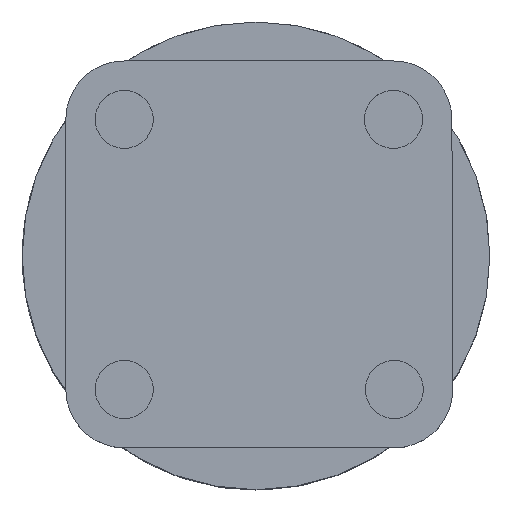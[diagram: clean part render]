
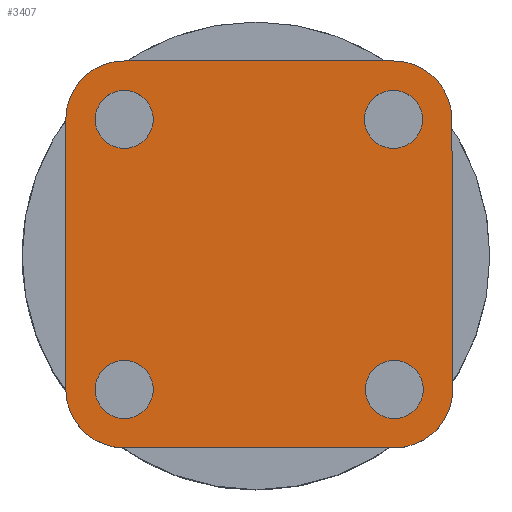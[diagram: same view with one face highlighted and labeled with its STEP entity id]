
A CAD part, top view. The second image highlights one B-rep face of the part: STEP entity #3407.
In plain terms, the highlighted face is planar.
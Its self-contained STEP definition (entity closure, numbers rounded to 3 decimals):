
#213=PLANE('',#3699);
#328=FACE_BOUND('',#774,.T.);
#329=FACE_BOUND('',#775,.T.);
#330=FACE_BOUND('',#776,.T.);
#331=FACE_BOUND('',#777,.T.);
#535=FACE_OUTER_BOUND('',#773,.T.);
#773=EDGE_LOOP('',(#3185,#3186,#3187,#3188,#3189,#3190,#3191,#3192));
#774=EDGE_LOOP('',(#3193));
#775=EDGE_LOOP('',(#3194));
#776=EDGE_LOOP('',(#3195));
#777=EDGE_LOOP('',(#3196));
#1108=LINE('',#9171,#1299);
#1113=LINE('',#9185,#1304);
#1117=LINE('',#9197,#1308);
#1121=LINE('',#9209,#1312);
#1299=VECTOR('',#4330,10.);
#1304=VECTOR('',#4343,10.);
#1308=VECTOR('',#4355,10.);
#1312=VECTOR('',#4367,10.);
#1412=CIRCLE('',#3672,1.725);
#1414=CIRCLE('',#3675,1.725);
#1416=CIRCLE('',#3678,1.725);
#1418=CIRCLE('',#3681,1.725);
#1419=CIRCLE('',#3684,3.475);
#1421=CIRCLE('',#3688,3.475);
#1423=CIRCLE('',#3692,3.475);
#1425=CIRCLE('',#3696,3.475);
#1710=VERTEX_POINT('',#9147);
#1712=VERTEX_POINT('',#9153);
#1714=VERTEX_POINT('',#9159);
#1716=VERTEX_POINT('',#9165);
#1717=VERTEX_POINT('',#9169);
#1718=VERTEX_POINT('',#9170);
#1721=VERTEX_POINT('',#9178);
#1723=VERTEX_POINT('',#9184);
#1725=VERTEX_POINT('',#9190);
#1727=VERTEX_POINT('',#9196);
#1729=VERTEX_POINT('',#9202);
#1731=VERTEX_POINT('',#9208);
#2187=EDGE_CURVE('',#1710,#1710,#1412,.T.);
#2190=EDGE_CURVE('',#1712,#1712,#1414,.T.);
#2193=EDGE_CURVE('',#1714,#1714,#1416,.T.);
#2196=EDGE_CURVE('',#1716,#1716,#1418,.T.);
#2197=EDGE_CURVE('',#1717,#1718,#1108,.T.);
#2201=EDGE_CURVE('',#1721,#1718,#1419,.T.);
#2204=EDGE_CURVE('',#1721,#1723,#1113,.T.);
#2207=EDGE_CURVE('',#1725,#1723,#1421,.T.);
#2210=EDGE_CURVE('',#1725,#1727,#1117,.T.);
#2213=EDGE_CURVE('',#1729,#1727,#1423,.T.);
#2216=EDGE_CURVE('',#1729,#1731,#1121,.T.);
#2219=EDGE_CURVE('',#1717,#1731,#1425,.T.);
#3185=ORIENTED_EDGE('',*,*,#2219,.F.);
#3186=ORIENTED_EDGE('',*,*,#2197,.T.);
#3187=ORIENTED_EDGE('',*,*,#2201,.F.);
#3188=ORIENTED_EDGE('',*,*,#2204,.T.);
#3189=ORIENTED_EDGE('',*,*,#2207,.F.);
#3190=ORIENTED_EDGE('',*,*,#2210,.T.);
#3191=ORIENTED_EDGE('',*,*,#2213,.F.);
#3192=ORIENTED_EDGE('',*,*,#2216,.T.);
#3193=ORIENTED_EDGE('',*,*,#2196,.F.);
#3194=ORIENTED_EDGE('',*,*,#2193,.F.);
#3195=ORIENTED_EDGE('',*,*,#2190,.F.);
#3196=ORIENTED_EDGE('',*,*,#2187,.F.);
#3407=ADVANCED_FACE('',(#535,#328,#329,#330,#331),#213,.F.);
#3672=AXIS2_PLACEMENT_3D('',#9149,#4305,#4306);
#3675=AXIS2_PLACEMENT_3D('',#9155,#4312,#4313);
#3678=AXIS2_PLACEMENT_3D('',#9161,#4319,#4320);
#3681=AXIS2_PLACEMENT_3D('',#9167,#4326,#4327);
#3684=AXIS2_PLACEMENT_3D('',#9179,#4336,#4337);
#3688=AXIS2_PLACEMENT_3D('',#9191,#4348,#4349);
#3692=AXIS2_PLACEMENT_3D('',#9203,#4360,#4361);
#3696=AXIS2_PLACEMENT_3D('',#9214,#4372,#4373);
#3699=AXIS2_PLACEMENT_3D('',#9217,#4378,#4379);
#4305=DIRECTION('center_axis',(0.,0.,-1.));
#4306=DIRECTION('ref_axis',(1.,0.,0.));
#4312=DIRECTION('center_axis',(0.,0.,-1.));
#4313=DIRECTION('ref_axis',(1.,0.,0.));
#4319=DIRECTION('center_axis',(0.,0.,-1.));
#4320=DIRECTION('ref_axis',(1.,0.,0.));
#4326=DIRECTION('center_axis',(0.,0.,-1.));
#4327=DIRECTION('ref_axis',(1.,0.,0.));
#4330=DIRECTION('',(-1.,0.,0.));
#4336=DIRECTION('center_axis',(0.,0.,1.));
#4337=DIRECTION('ref_axis',(-1.,0.,0.));
#4343=DIRECTION('',(0.,1.,0.));
#4348=DIRECTION('center_axis',(0.,0.,1.));
#4349=DIRECTION('ref_axis',(0.,1.,0.));
#4355=DIRECTION('',(1.,0.,0.));
#4360=DIRECTION('center_axis',(0.,0.,1.));
#4361=DIRECTION('ref_axis',(1.,-0.003,0.));
#4367=DIRECTION('',(-0.003,-1.,0.));
#4372=DIRECTION('center_axis',(0.,0.,1.));
#4373=DIRECTION('ref_axis',(0.,-1.,0.));
#4378=DIRECTION('center_axis',(0.,0.,1.));
#4379=DIRECTION('ref_axis',(1.,0.,0.));
#9147=CARTESIAN_POINT('',(-9.75,8.025,0.));
#9149=CARTESIAN_POINT('Origin',(-8.025,8.025,0.));
#9153=CARTESIAN_POINT('',(6.25,-8.025,0.));
#9155=CARTESIAN_POINT('Origin',(7.975,-8.025,0.));
#9159=CARTESIAN_POINT('',(-9.75,-8.025,0.));
#9161=CARTESIAN_POINT('Origin',(-8.025,-8.025,0.));
#9165=CARTESIAN_POINT('',(6.3,8.025,0.));
#9167=CARTESIAN_POINT('Origin',(8.025,8.025,0.));
#9169=CARTESIAN_POINT('',(7.975,-11.5,0.));
#9170=CARTESIAN_POINT('',(-8.025,-11.5,0.));
#9171=CARTESIAN_POINT('',(7.975,-11.5,0.));
#9178=CARTESIAN_POINT('',(-11.5,-8.025,0.));
#9179=CARTESIAN_POINT('Origin',(-8.025,-8.025,0.));
#9184=CARTESIAN_POINT('',(-11.5,8.025,0.));
#9185=CARTESIAN_POINT('',(-11.5,-8.025,0.));
#9190=CARTESIAN_POINT('',(-8.025,11.5,0.));
#9191=CARTESIAN_POINT('Origin',(-8.025,8.025,0.));
#9196=CARTESIAN_POINT('',(8.025,11.5,0.));
#9197=CARTESIAN_POINT('',(-8.025,11.5,0.));
#9202=CARTESIAN_POINT('',(11.5,8.014,0.));
#9203=CARTESIAN_POINT('Origin',(8.025,8.025,0.));
#9208=CARTESIAN_POINT('',(11.45,-8.036,0.));
#9209=CARTESIAN_POINT('',(11.5,8.014,0.));
#9214=CARTESIAN_POINT('Origin',(7.975,-8.025,0.));
#9217=CARTESIAN_POINT('Origin',(0.,0.,
0.));
